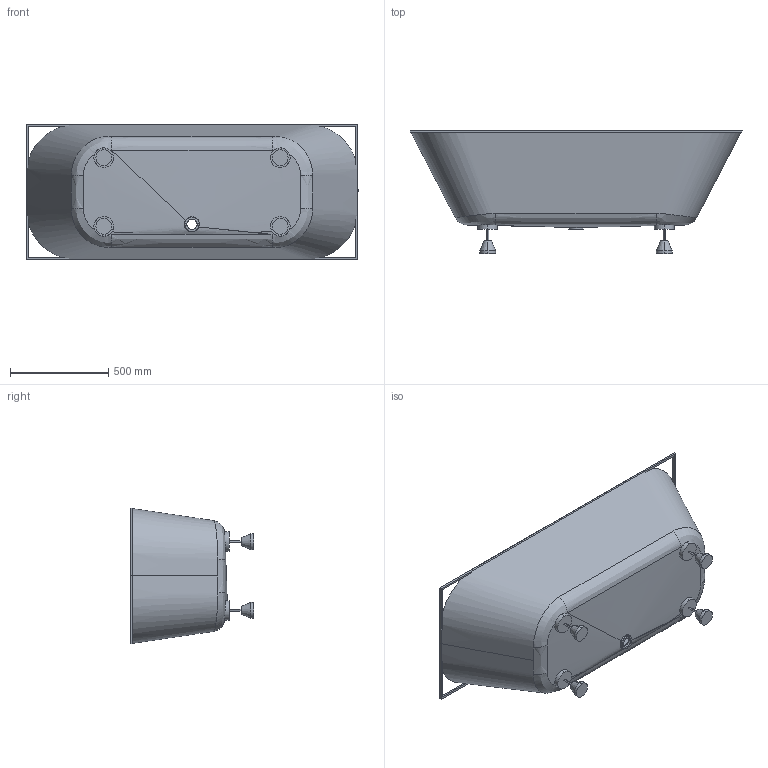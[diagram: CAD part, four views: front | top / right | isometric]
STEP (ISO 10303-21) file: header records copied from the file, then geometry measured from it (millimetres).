
FILE_DESCRIPTION (( 'STEP AP214' ), '1' );
FILE_NAME ('PI-2.STEP', '2018-04-27T10:52:28', ( 'Admin' ), ( '' ), 'SwSTEP 2.0', 'SolidWorks 2017', '' );
FILE_SCHEMA (( 'AUTOMOTIVE_DESIGN' ));
Length unit declared in the file: millimetre
Products named in the file (1): PI-2
Bounding box: 1692.52 x 630 x 690.22 mm (x, y, z)
Volume: 24677690 mm3; surface area: 5179993.4 mm2
Topology: 2 solids, 2 shells, 88 faces, 234 edges, 158 vertices
Faces by surface type: bspline 28, cylinder 28, plane 24, cone 8
Entity records: 26045 total; most frequent: CARTESIAN_POINT 24009, ORIENTED_EDGE 468, DIRECTION 332, EDGE_CURVE 234, VERTEX_POINT 158, AXIS2_PLACEMENT_3D 133, EDGE_LOOP 100, B_SPLINE_CURVE_WITH_KNOTS 96
